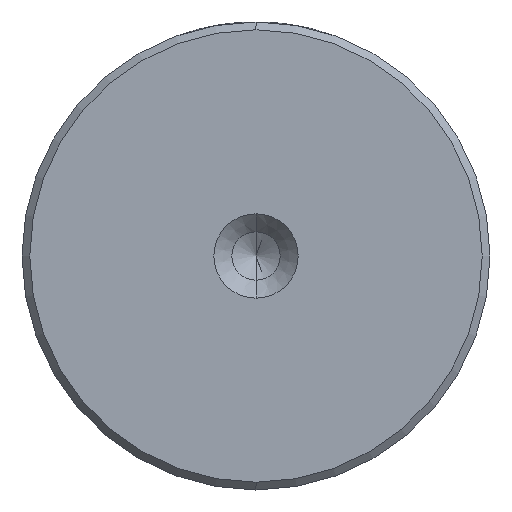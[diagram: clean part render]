
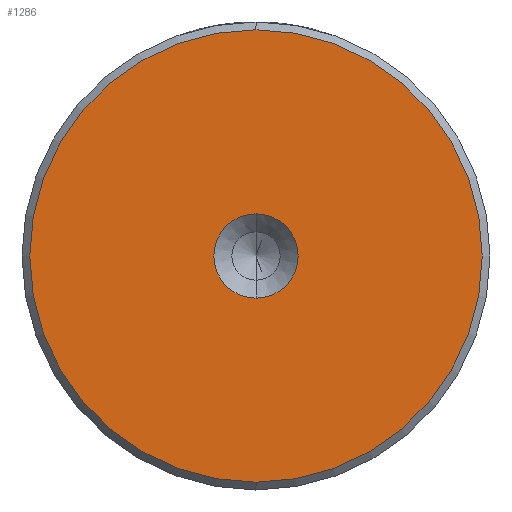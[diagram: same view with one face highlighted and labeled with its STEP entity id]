
A CAD part, left-side view. The second image highlights one B-rep face of the part: STEP entity #1286.
In plain terms, the highlighted planar face has unit normal (-1, 0, 0).
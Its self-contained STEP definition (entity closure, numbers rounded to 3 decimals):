
#55 = DIRECTION ( 'NONE',  ( 0., 0., 1. ) ) ;
#77 = CARTESIAN_POINT ( 'NONE',  ( 0., 0., -14.5 ) ) ;
#89 = CARTESIAN_POINT ( 'NONE',  ( 0., 0., 2.7 ) ) ;
#120 = CIRCLE ( 'NONE', #2105, 2.7 ) ;
#211 = ORIENTED_EDGE ( 'NONE', *, *, #1369, .T. ) ;
#213 = CARTESIAN_POINT ( 'NONE',  ( 0., 0., 14.5 ) ) ;
#295 = FACE_BOUND ( 'NONE', #590, .T. ) ;
#322 = DIRECTION ( 'NONE',  ( -1., 0., 0. ) ) ;
#347 = FACE_OUTER_BOUND ( 'NONE', #533, .T. ) ;
#392 = DIRECTION ( 'NONE',  ( -1., 0., 0. ) ) ;
#444 = AXIS2_PLACEMENT_3D ( 'NONE', #757, #1091, #55 ) ;
#462 = ORIENTED_EDGE ( 'NONE', *, *, #918, .F. ) ;
#533 = EDGE_LOOP ( 'NONE', ( #211, #866 ) ) ;
#567 = CARTESIAN_POINT ( 'NONE',  ( 0., 0., 0. ) ) ;
#590 = EDGE_LOOP ( 'NONE', ( #462, #957 ) ) ;
#710 = CARTESIAN_POINT ( 'NONE',  ( 0., 0., -2.7 ) ) ;
#738 = DIRECTION ( 'NONE',  ( 0., 0., 1. ) ) ;
#757 = CARTESIAN_POINT ( 'NONE',  ( 0., 0., 0. ) ) ;
#866 = ORIENTED_EDGE ( 'NONE', *, *, #1155, .T. ) ;
#873 = VERTEX_POINT ( 'NONE', #89 ) ;
#915 = PLANE ( 'NONE',  #444 ) ;
#918 = EDGE_CURVE ( 'NONE', #873, #1832, #1554, .T. ) ;
#949 = CARTESIAN_POINT ( 'NONE',  ( 0., 0., 0. ) ) ;
#957 = ORIENTED_EDGE ( 'NONE', *, *, #1915, .F. ) ;
#1025 = CIRCLE ( 'NONE', #1339, 14.5 ) ;
#1091 = DIRECTION ( 'NONE',  ( -1., 0., 0. ) ) ;
#1122 = DIRECTION ( 'NONE',  ( 0., 0., 1. ) ) ;
#1155 = EDGE_CURVE ( 'NONE', #1544, #1656, #1304, .T. ) ;
#1193 = AXIS2_PLACEMENT_3D ( 'NONE', #1337, #322, #1512 ) ;
#1286 = ADVANCED_FACE ( 'NONE', ( #347, #295 ), #915, .T. ) ;
#1304 = CIRCLE ( 'NONE', #1844, 14.5 ) ;
#1337 = CARTESIAN_POINT ( 'NONE',  ( 0., 0., 0. ) ) ;
#1339 = AXIS2_PLACEMENT_3D ( 'NONE', #949, #2134, #1122 ) ;
#1369 = EDGE_CURVE ( 'NONE', #1656, #1544, #1025, .T. ) ;
#1391 = CARTESIAN_POINT ( 'NONE',  ( 0., 0., 0. ) ) ;
#1512 = DIRECTION ( 'NONE',  ( 0., 0., 1. ) ) ;
#1544 = VERTEX_POINT ( 'NONE', #213 ) ;
#1554 = CIRCLE ( 'NONE', #1193, 2.7 ) ;
#1575 = DIRECTION ( 'NONE',  ( 0., 0., 1. ) ) ;
#1656 = VERTEX_POINT ( 'NONE', #77 ) ;
#1749 = DIRECTION ( 'NONE',  ( -1., 0., 0. ) ) ;
#1832 = VERTEX_POINT ( 'NONE', #710 ) ;
#1844 = AXIS2_PLACEMENT_3D ( 'NONE', #1391, #392, #1575 ) ;
#1915 = EDGE_CURVE ( 'NONE', #1832, #873, #120, .T. ) ;
#2105 = AXIS2_PLACEMENT_3D ( 'NONE', #567, #1749, #738 ) ;
#2134 = DIRECTION ( 'NONE',  ( -1., 0., 0. ) ) ;
